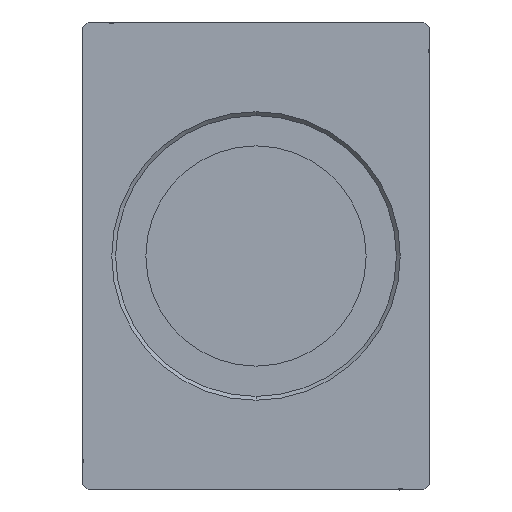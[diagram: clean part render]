
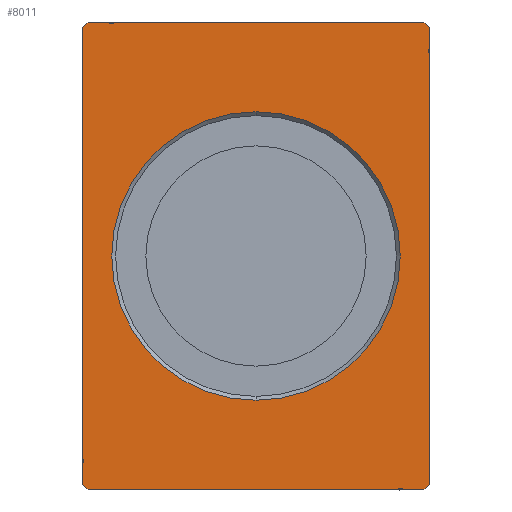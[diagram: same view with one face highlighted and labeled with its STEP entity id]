
A CAD part, left-side view. The second image highlights one B-rep face of the part: STEP entity #8011.
In plain terms, the highlighted planar face has unit normal (-1, 0, 0).
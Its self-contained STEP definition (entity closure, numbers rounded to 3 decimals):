
#2302 = VECTOR ( 'NONE', #32851, 1000. ) ;
#2478 = CARTESIAN_POINT ( 'NONE',  ( 0., -30.5, -42.5 ) ) ;
#2537 = EDGE_CURVE ( 'NONE', #10834, #6726, #21885, .T. ) ;
#3071 = DIRECTION ( 'NONE',  ( 0., -0.707, 0.707 ) ) ;
#3164 = EDGE_CURVE ( 'NONE', #38446, #25274, #13566, .T. ) ;
#4001 = LINE ( 'NONE', #29053, #12409 ) ;
#4748 = EDGE_CURVE ( 'NONE', #32983, #19713, #37449, .T. ) ;
#4803 = VERTEX_POINT ( 'NONE', #32268 ) ;
#5472 = DIRECTION ( 'NONE',  ( 0., 0., -1. ) ) ;
#5601 = DIRECTION ( 'NONE',  ( 0., -1., 0. ) ) ;
#5755 = DIRECTION ( 'NONE',  ( 0., 0., -1. ) ) ;
#5960 = DIRECTION ( 'NONE',  ( 1., 0., 0. ) ) ;
#5985 = ORIENTED_EDGE ( 'NONE', *, *, #12047, .F. ) ;
#6298 = ORIENTED_EDGE ( 'NONE', *, *, #33387, .F. ) ;
#6726 = VERTEX_POINT ( 'NONE', #28565 ) ;
#6977 = LINE ( 'NONE', #16894, #9227 ) ;
#7012 = CARTESIAN_POINT ( 'NONE',  ( 0., 31.5, 41.5 ) ) ;
#8011 = ADVANCED_FACE ( 'NONE', ( #29948, #39684 ), #11516, .F. ) ;
#9227 = VECTOR ( 'NONE', #29326, 1000. ) ;
#9579 = AXIS2_PLACEMENT_3D ( 'NONE', #12162, #5960, #21490 ) ;
#9799 = EDGE_CURVE ( 'NONE', #25274, #38446, #23593, .T. ) ;
#10834 = VERTEX_POINT ( 'NONE', #19927 ) ;
#11270 = VECTOR ( 'NONE', #39750, 1000. ) ;
#11516 = PLANE ( 'NONE',  #38798 ) ;
#11872 = DIRECTION ( 'NONE',  ( 1., 0., 0. ) ) ;
#12047 = EDGE_CURVE ( 'NONE', #21158, #32983, #4001, .T. ) ;
#12162 = CARTESIAN_POINT ( 'NONE',  ( 0., 0., 0. ) ) ;
#12409 = VECTOR ( 'NONE', #26352, 1000. ) ;
#13257 = EDGE_CURVE ( 'NONE', #31756, #21158, #24809, .T. ) ;
#13566 = CIRCLE ( 'NONE', #9579, 26.2 ) ;
#13894 = ORIENTED_EDGE ( 'NONE', *, *, #4748, .F. ) ;
#14058 = CARTESIAN_POINT ( 'NONE',  ( 0., 30.5, -42.5 ) ) ;
#14613 = ORIENTED_EDGE ( 'NONE', *, *, #9799, .T. ) ;
#14632 = EDGE_LOOP ( 'NONE', ( #14613, #32606 ) ) ;
#16894 = CARTESIAN_POINT ( 'NONE',  ( 0., -30.5, 42.5 ) ) ;
#17731 = CARTESIAN_POINT ( 'NONE',  ( 0., 0., 0. ) ) ;
#17943 = DIRECTION ( 'NONE',  ( 0., 0., -1. ) ) ;
#18012 = CARTESIAN_POINT ( 'NONE',  ( 0., -30.5, 42.5 ) ) ;
#19713 = VERTEX_POINT ( 'NONE', #24050 ) ;
#19927 = CARTESIAN_POINT ( 'NONE',  ( 0., -31.5, -41.5 ) ) ;
#21158 = VERTEX_POINT ( 'NONE', #40901 ) ;
#21490 = DIRECTION ( 'NONE',  ( 0., 0., -1. ) ) ;
#21885 = LINE ( 'NONE', #39059, #2302 ) ;
#22568 = ORIENTED_EDGE ( 'NONE', *, *, #33924, .F. ) ;
#22797 = ORIENTED_EDGE ( 'NONE', *, *, #40463, .F. ) ;
#23593 = CIRCLE ( 'NONE', #30218, 26.2 ) ;
#24050 = CARTESIAN_POINT ( 'NONE',  ( 0., 30.5, 42.5 ) ) ;
#24299 = CARTESIAN_POINT ( 'NONE',  ( 0., 0., 0. ) ) ;
#24382 = CARTESIAN_POINT ( 'NONE',  ( 0., -31.5, 41.5 ) ) ;
#24435 = LINE ( 'NONE', #27942, #28412 ) ;
#24809 = LINE ( 'NONE', #40151, #25658 ) ;
#24862 = EDGE_CURVE ( 'NONE', #4803, #10834, #37019, .T. ) ;
#25274 = VERTEX_POINT ( 'NONE', #26775 ) ;
#25658 = VECTOR ( 'NONE', #37446, 1000. ) ;
#26352 = DIRECTION ( 'NONE',  ( 0., 0., 1. ) ) ;
#26775 = CARTESIAN_POINT ( 'NONE',  ( 0., 0., 26.2 ) ) ;
#27074 = ORIENTED_EDGE ( 'NONE', *, *, #2537, .F. ) ;
#27357 = CARTESIAN_POINT ( 'NONE',  ( 0., 31.5, 41.5 ) ) ;
#27942 = CARTESIAN_POINT ( 'NONE',  ( 0., 30.5, 42.5 ) ) ;
#28412 = VECTOR ( 'NONE', #5601, 1000. ) ;
#28565 = CARTESIAN_POINT ( 'NONE',  ( 0., -30.5, -42.5 ) ) ;
#29053 = CARTESIAN_POINT ( 'NONE',  ( 0., 31.5, -41.5 ) ) ;
#29326 = DIRECTION ( 'NONE',  ( 0., -0.707, -0.707 ) ) ;
#29452 = VECTOR ( 'NONE', #3071, 1000. ) ;
#29845 = VECTOR ( 'NONE', #5755, 1000. ) ;
#29948 = FACE_BOUND ( 'NONE', #14632, .T. ) ;
#30218 = AXIS2_PLACEMENT_3D ( 'NONE', #24299, #11872, #5472 ) ;
#31756 = VERTEX_POINT ( 'NONE', #14058 ) ;
#32268 = CARTESIAN_POINT ( 'NONE',  ( 0., -31.5, 41.5 ) ) ;
#32606 = ORIENTED_EDGE ( 'NONE', *, *, #3164, .T. ) ;
#32851 = DIRECTION ( 'NONE',  ( 0., 0.707, -0.707 ) ) ;
#32983 = VERTEX_POINT ( 'NONE', #27357 ) ;
#33387 = EDGE_CURVE ( 'NONE', #19713, #40414, #24435, .T. ) ;
#33924 = EDGE_CURVE ( 'NONE', #40414, #4803, #6977, .T. ) ;
#33949 = LINE ( 'NONE', #2478, #11270 ) ;
#34548 = ORIENTED_EDGE ( 'NONE', *, *, #13257, .F. ) ;
#36002 = EDGE_LOOP ( 'NONE', ( #13894, #5985, #34548, #22797, #27074, #36769, #22568, #6298 ) ) ;
#36769 = ORIENTED_EDGE ( 'NONE', *, *, #24862, .F. ) ;
#37019 = LINE ( 'NONE', #24382, #29845 ) ;
#37446 = DIRECTION ( 'NONE',  ( 0., 0.707, 0.707 ) ) ;
#37449 = LINE ( 'NONE', #7012, #29452 ) ;
#38446 = VERTEX_POINT ( 'NONE', #40498 ) ;
#38798 = AXIS2_PLACEMENT_3D ( 'NONE', #17731, #40090, #17943 ) ;
#39059 = CARTESIAN_POINT ( 'NONE',  ( 0., -31.5, -41.5 ) ) ;
#39684 = FACE_OUTER_BOUND ( 'NONE', #36002, .T. ) ;
#39750 = DIRECTION ( 'NONE',  ( 0., 1., 0. ) ) ;
#40090 = DIRECTION ( 'NONE',  ( 1., 0., 0. ) ) ;
#40151 = CARTESIAN_POINT ( 'NONE',  ( 0., 30.5, -42.5 ) ) ;
#40414 = VERTEX_POINT ( 'NONE', #18012 ) ;
#40463 = EDGE_CURVE ( 'NONE', #6726, #31756, #33949, .T. ) ;
#40498 = CARTESIAN_POINT ( 'NONE',  ( 0., 0., -26.2 ) ) ;
#40901 = CARTESIAN_POINT ( 'NONE',  ( 0., 31.5, -41.5 ) ) ;
